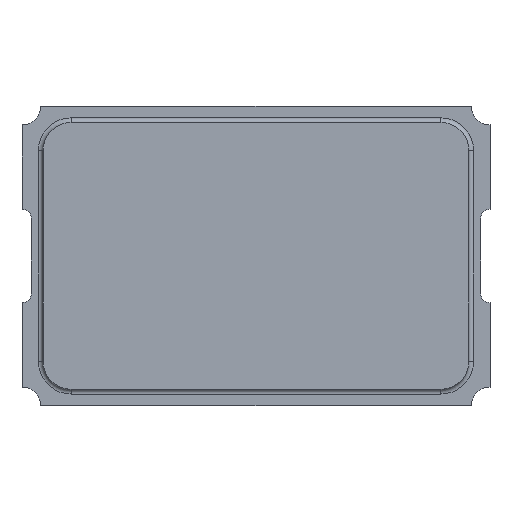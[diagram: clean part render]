
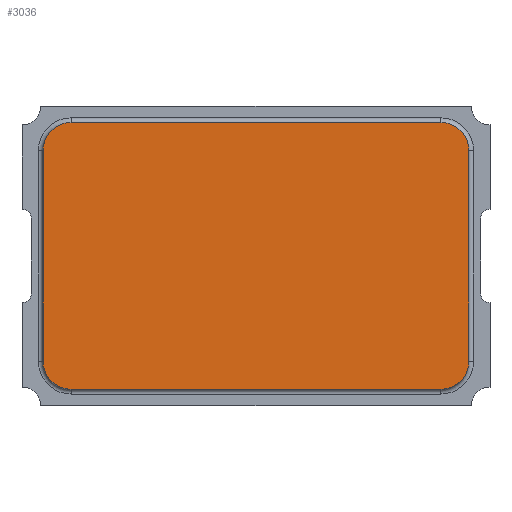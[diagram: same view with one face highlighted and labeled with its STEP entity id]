
A CAD part, top view. The second image highlights one B-rep face of the part: STEP entity #3036.
In plain terms, the highlighted planar face has unit normal (0, 0, 1).
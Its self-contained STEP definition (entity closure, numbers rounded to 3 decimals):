
#794 = CYLINDRICAL_SURFACE('',#795,0.3);
#795 = AXIS2_PLACEMENT_3D('',#796,#797,#798);
#796 = CARTESIAN_POINT('',(4.475,2.725,0.6));
#797 = DIRECTION('',(-0.,-0.,-1.));
#798 = DIRECTION('',(1.,0.,0.));
#845 = PLANE('',#846);
#846 = AXIS2_PLACEMENT_3D('',#847,#848,#849);
#847 = CARTESIAN_POINT('',(4.775,2.725,0.6));
#848 = DIRECTION('',(1.,0.,0.));
#849 = DIRECTION('',(0.,-1.,0.));
#879 = PLANE('',#880);
#880 = AXIS2_PLACEMENT_3D('',#881,#882,#883);
#881 = CARTESIAN_POINT('',(0.525,3.025,0.6));
#882 = DIRECTION('',(0.,1.,0.));
#883 = DIRECTION('',(1.,0.,0.));
#954 = CYLINDRICAL_SURFACE('',#955,0.3);
#955 = AXIS2_PLACEMENT_3D('',#956,#957,#958);
#956 = CARTESIAN_POINT('',(4.475,0.475,0.6));
#957 = DIRECTION('',(-0.,-0.,-1.));
#958 = DIRECTION('',(1.,0.,0.));
#1008 = CYLINDRICAL_SURFACE('',#1009,0.3);
#1009 = AXIS2_PLACEMENT_3D('',#1010,#1011,#1012);
#1010 = CARTESIAN_POINT('',(0.525,2.725,0.6));
#1011 = DIRECTION('',(-0.,-0.,-1.));
#1012 = DIRECTION('',(1.,0.,0.));
#1059 = PLANE('',#1060);
#1060 = AXIS2_PLACEMENT_3D('',#1061,#1062,#1063);
#1061 = CARTESIAN_POINT('',(4.475,0.175,0.6));
#1062 = DIRECTION('',(0.,-1.,0.));
#1063 = DIRECTION('',(-1.,0.,0.));
#1093 = PLANE('',#1094);
#1094 = AXIS2_PLACEMENT_3D('',#1095,#1096,#1097);
#1095 = CARTESIAN_POINT('',(0.225,0.475,0.6));
#1096 = DIRECTION('',(-1.,0.,0.));
#1097 = DIRECTION('',(0.,1.,0.));
#1147 = CYLINDRICAL_SURFACE('',#1148,0.3);
#1148 = AXIS2_PLACEMENT_3D('',#1149,#1150,#1151);
#1149 = CARTESIAN_POINT('',(0.525,0.475,0.6));
#1150 = DIRECTION('',(-0.,-0.,-1.));
#1151 = DIRECTION('',(1.,0.,0.));
#2174 = VERTEX_POINT('',#2175);
#2175 = CARTESIAN_POINT('',(4.775,2.725,1.11));
#2196 = EDGE_CURVE('',#2174,#2197,#2199,.T.);
#2197 = VERTEX_POINT('',#2198);
#2198 = CARTESIAN_POINT('',(4.475,3.025,1.11));
#2199 = SURFACE_CURVE('',#2200,(#2205,#2212),.PCURVE_S1.);
#2200 = CIRCLE('',#2201,0.3);
#2201 = AXIS2_PLACEMENT_3D('',#2202,#2203,#2204);
#2202 = CARTESIAN_POINT('',(4.475,2.725,1.11));
#2203 = DIRECTION('',(0.,0.,1.));
#2204 = DIRECTION('',(1.,0.,0.));
#2205 = PCURVE('',#794,#2206);
#2206 = DEFINITIONAL_REPRESENTATION('',(#2207),#2211);
#2207 = LINE('',#2208,#2209);
#2208 = CARTESIAN_POINT('',(-0.,-0.51));
#2209 = VECTOR('',#2210,1.);
#2210 = DIRECTION('',(-1.,0.));
#2211 = ( GEOMETRIC_REPRESENTATION_CONTEXT(2) 
PARAMETRIC_REPRESENTATION_CONTEXT() REPRESENTATION_CONTEXT('2D SPACE',''
  ) );
#2212 = PCURVE('',#2213,#2218);
#2213 = PLANE('',#2214);
#2214 = AXIS2_PLACEMENT_3D('',#2215,#2216,#2217);
#2215 = CARTESIAN_POINT('',(2.5,1.6,1.11));
#2216 = DIRECTION('',(0.,0.,1.));
#2217 = DIRECTION('',(0.,1.,0.));
#2218 = DEFINITIONAL_REPRESENTATION('',(#2219),#2223);
#2219 = CIRCLE('',#2220,0.3);
#2220 = AXIS2_PLACEMENT_2D('',#2221,#2222);
#2221 = CARTESIAN_POINT('',(1.125,-1.975));
#2222 = DIRECTION('',(0.,-1.));
#2223 = ( GEOMETRIC_REPRESENTATION_CONTEXT(2) 
PARAMETRIC_REPRESENTATION_CONTEXT() REPRESENTATION_CONTEXT('2D SPACE',''
  ) );
#2251 = EDGE_CURVE('',#2174,#2252,#2254,.T.);
#2252 = VERTEX_POINT('',#2253);
#2253 = CARTESIAN_POINT('',(4.775,0.475,1.11));
#2254 = SURFACE_CURVE('',#2255,(#2259,#2266),.PCURVE_S1.);
#2255 = LINE('',#2256,#2257);
#2256 = CARTESIAN_POINT('',(4.775,2.725,1.11));
#2257 = VECTOR('',#2258,1.);
#2258 = DIRECTION('',(0.,-1.,0.));
#2259 = PCURVE('',#845,#2260);
#2260 = DEFINITIONAL_REPRESENTATION('',(#2261),#2265);
#2261 = LINE('',#2262,#2263);
#2262 = CARTESIAN_POINT('',(0.,-0.51));
#2263 = VECTOR('',#2264,1.);
#2264 = DIRECTION('',(1.,0.));
#2265 = ( GEOMETRIC_REPRESENTATION_CONTEXT(2) 
PARAMETRIC_REPRESENTATION_CONTEXT() REPRESENTATION_CONTEXT('2D SPACE',''
  ) );
#2266 = PCURVE('',#2213,#2267);
#2267 = DEFINITIONAL_REPRESENTATION('',(#2268),#2272);
#2268 = LINE('',#2269,#2270);
#2269 = CARTESIAN_POINT('',(1.125,-2.275));
#2270 = VECTOR('',#2271,1.);
#2271 = DIRECTION('',(-1.,0.));
#2272 = ( GEOMETRIC_REPRESENTATION_CONTEXT(2) 
PARAMETRIC_REPRESENTATION_CONTEXT() REPRESENTATION_CONTEXT('2D SPACE',''
  ) );
#2300 = VERTEX_POINT('',#2301);
#2301 = CARTESIAN_POINT('',(0.525,3.025,1.11));
#2322 = EDGE_CURVE('',#2300,#2197,#2323,.T.);
#2323 = SURFACE_CURVE('',#2324,(#2328,#2335),.PCURVE_S1.);
#2324 = LINE('',#2325,#2326);
#2325 = CARTESIAN_POINT('',(0.525,3.025,1.11));
#2326 = VECTOR('',#2327,1.);
#2327 = DIRECTION('',(1.,0.,0.));
#2328 = PCURVE('',#879,#2329);
#2329 = DEFINITIONAL_REPRESENTATION('',(#2330),#2334);
#2330 = LINE('',#2331,#2332);
#2331 = CARTESIAN_POINT('',(0.,-0.51));
#2332 = VECTOR('',#2333,1.);
#2333 = DIRECTION('',(1.,0.));
#2334 = ( GEOMETRIC_REPRESENTATION_CONTEXT(2) 
PARAMETRIC_REPRESENTATION_CONTEXT() REPRESENTATION_CONTEXT('2D SPACE',''
  ) );
#2335 = PCURVE('',#2213,#2336);
#2336 = DEFINITIONAL_REPRESENTATION('',(#2337),#2341);
#2337 = LINE('',#2338,#2339);
#2338 = CARTESIAN_POINT('',(1.425,1.975));
#2339 = VECTOR('',#2340,1.);
#2340 = DIRECTION('',(0.,-1.));
#2341 = ( GEOMETRIC_REPRESENTATION_CONTEXT(2) 
PARAMETRIC_REPRESENTATION_CONTEXT() REPRESENTATION_CONTEXT('2D SPACE',''
  ) );
#2349 = VERTEX_POINT('',#2350);
#2350 = CARTESIAN_POINT('',(4.475,0.175,1.11));
#2371 = EDGE_CURVE('',#2349,#2252,#2372,.T.);
#2372 = SURFACE_CURVE('',#2373,(#2378,#2385),.PCURVE_S1.);
#2373 = CIRCLE('',#2374,0.3);
#2374 = AXIS2_PLACEMENT_3D('',#2375,#2376,#2377);
#2375 = CARTESIAN_POINT('',(4.475,0.475,1.11));
#2376 = DIRECTION('',(0.,0.,1.));
#2377 = DIRECTION('',(1.,0.,0.));
#2378 = PCURVE('',#954,#2379);
#2379 = DEFINITIONAL_REPRESENTATION('',(#2380),#2384);
#2380 = LINE('',#2381,#2382);
#2381 = CARTESIAN_POINT('',(-0.,-0.51));
#2382 = VECTOR('',#2383,1.);
#2383 = DIRECTION('',(-1.,0.));
#2384 = ( GEOMETRIC_REPRESENTATION_CONTEXT(2) 
PARAMETRIC_REPRESENTATION_CONTEXT() REPRESENTATION_CONTEXT('2D SPACE',''
  ) );
#2385 = PCURVE('',#2213,#2386);
#2386 = DEFINITIONAL_REPRESENTATION('',(#2387),#2391);
#2387 = CIRCLE('',#2388,0.3);
#2388 = AXIS2_PLACEMENT_2D('',#2389,#2390);
#2389 = CARTESIAN_POINT('',(-1.125,-1.975));
#2390 = DIRECTION('',(0.,-1.));
#2391 = ( GEOMETRIC_REPRESENTATION_CONTEXT(2) 
PARAMETRIC_REPRESENTATION_CONTEXT() REPRESENTATION_CONTEXT('2D SPACE',''
  ) );
#2399 = EDGE_CURVE('',#2300,#2400,#2402,.T.);
#2400 = VERTEX_POINT('',#2401);
#2401 = CARTESIAN_POINT('',(0.225,2.725,1.11));
#2402 = SURFACE_CURVE('',#2403,(#2408,#2415),.PCURVE_S1.);
#2403 = CIRCLE('',#2404,0.3);
#2404 = AXIS2_PLACEMENT_3D('',#2405,#2406,#2407);
#2405 = CARTESIAN_POINT('',(0.525,2.725,1.11));
#2406 = DIRECTION('',(0.,0.,1.));
#2407 = DIRECTION('',(1.,0.,0.));
#2408 = PCURVE('',#1008,#2409);
#2409 = DEFINITIONAL_REPRESENTATION('',(#2410),#2414);
#2410 = LINE('',#2411,#2412);
#2411 = CARTESIAN_POINT('',(-0.,-0.51));
#2412 = VECTOR('',#2413,1.);
#2413 = DIRECTION('',(-1.,0.));
#2414 = ( GEOMETRIC_REPRESENTATION_CONTEXT(2) 
PARAMETRIC_REPRESENTATION_CONTEXT() REPRESENTATION_CONTEXT('2D SPACE',''
  ) );
#2415 = PCURVE('',#2213,#2416);
#2416 = DEFINITIONAL_REPRESENTATION('',(#2417),#2421);
#2417 = CIRCLE('',#2418,0.3);
#2418 = AXIS2_PLACEMENT_2D('',#2419,#2420);
#2419 = CARTESIAN_POINT('',(1.125,1.975));
#2420 = DIRECTION('',(0.,-1.));
#2421 = ( GEOMETRIC_REPRESENTATION_CONTEXT(2) 
PARAMETRIC_REPRESENTATION_CONTEXT() REPRESENTATION_CONTEXT('2D SPACE',''
  ) );
#2449 = EDGE_CURVE('',#2349,#2450,#2452,.T.);
#2450 = VERTEX_POINT('',#2451);
#2451 = CARTESIAN_POINT('',(0.525,0.175,1.11));
#2452 = SURFACE_CURVE('',#2453,(#2457,#2464),.PCURVE_S1.);
#2453 = LINE('',#2454,#2455);
#2454 = CARTESIAN_POINT('',(4.475,0.175,1.11));
#2455 = VECTOR('',#2456,1.);
#2456 = DIRECTION('',(-1.,0.,0.));
#2457 = PCURVE('',#1059,#2458);
#2458 = DEFINITIONAL_REPRESENTATION('',(#2459),#2463);
#2459 = LINE('',#2460,#2461);
#2460 = CARTESIAN_POINT('',(0.,-0.51));
#2461 = VECTOR('',#2462,1.);
#2462 = DIRECTION('',(1.,0.));
#2463 = ( GEOMETRIC_REPRESENTATION_CONTEXT(2) 
PARAMETRIC_REPRESENTATION_CONTEXT() REPRESENTATION_CONTEXT('2D SPACE',''
  ) );
#2464 = PCURVE('',#2213,#2465);
#2465 = DEFINITIONAL_REPRESENTATION('',(#2466),#2470);
#2466 = LINE('',#2467,#2468);
#2467 = CARTESIAN_POINT('',(-1.425,-1.975));
#2468 = VECTOR('',#2469,1.);
#2469 = DIRECTION('',(0.,1.));
#2470 = ( GEOMETRIC_REPRESENTATION_CONTEXT(2) 
PARAMETRIC_REPRESENTATION_CONTEXT() REPRESENTATION_CONTEXT('2D SPACE',''
  ) );
#2498 = VERTEX_POINT('',#2499);
#2499 = CARTESIAN_POINT('',(0.225,0.475,1.11));
#2520 = EDGE_CURVE('',#2498,#2400,#2521,.T.);
#2521 = SURFACE_CURVE('',#2522,(#2526,#2533),.PCURVE_S1.);
#2522 = LINE('',#2523,#2524);
#2523 = CARTESIAN_POINT('',(0.225,0.475,1.11));
#2524 = VECTOR('',#2525,1.);
#2525 = DIRECTION('',(0.,1.,0.));
#2526 = PCURVE('',#1093,#2527);
#2527 = DEFINITIONAL_REPRESENTATION('',(#2528),#2532);
#2528 = LINE('',#2529,#2530);
#2529 = CARTESIAN_POINT('',(0.,-0.51));
#2530 = VECTOR('',#2531,1.);
#2531 = DIRECTION('',(1.,0.));
#2532 = ( GEOMETRIC_REPRESENTATION_CONTEXT(2) 
PARAMETRIC_REPRESENTATION_CONTEXT() REPRESENTATION_CONTEXT('2D SPACE',''
  ) );
#2533 = PCURVE('',#2213,#2534);
#2534 = DEFINITIONAL_REPRESENTATION('',(#2535),#2539);
#2535 = LINE('',#2536,#2537);
#2536 = CARTESIAN_POINT('',(-1.125,2.275));
#2537 = VECTOR('',#2538,1.);
#2538 = DIRECTION('',(1.,0.));
#2539 = ( GEOMETRIC_REPRESENTATION_CONTEXT(2) 
PARAMETRIC_REPRESENTATION_CONTEXT() REPRESENTATION_CONTEXT('2D SPACE',''
  ) );
#2547 = EDGE_CURVE('',#2498,#2450,#2548,.T.);
#2548 = SURFACE_CURVE('',#2549,(#2554,#2561),.PCURVE_S1.);
#2549 = CIRCLE('',#2550,0.3);
#2550 = AXIS2_PLACEMENT_3D('',#2551,#2552,#2553);
#2551 = CARTESIAN_POINT('',(0.525,0.475,1.11));
#2552 = DIRECTION('',(0.,0.,1.));
#2553 = DIRECTION('',(1.,0.,0.));
#2554 = PCURVE('',#1147,#2555);
#2555 = DEFINITIONAL_REPRESENTATION('',(#2556),#2560);
#2556 = LINE('',#2557,#2558);
#2557 = CARTESIAN_POINT('',(-0.,-0.51));
#2558 = VECTOR('',#2559,1.);
#2559 = DIRECTION('',(-1.,0.));
#2560 = ( GEOMETRIC_REPRESENTATION_CONTEXT(2) 
PARAMETRIC_REPRESENTATION_CONTEXT() REPRESENTATION_CONTEXT('2D SPACE',''
  ) );
#2561 = PCURVE('',#2213,#2562);
#2562 = DEFINITIONAL_REPRESENTATION('',(#2563),#2567);
#2563 = CIRCLE('',#2564,0.3);
#2564 = AXIS2_PLACEMENT_2D('',#2565,#2566);
#2565 = CARTESIAN_POINT('',(-1.125,1.975));
#2566 = DIRECTION('',(0.,-1.));
#2567 = ( GEOMETRIC_REPRESENTATION_CONTEXT(2) 
PARAMETRIC_REPRESENTATION_CONTEXT() REPRESENTATION_CONTEXT('2D SPACE',''
  ) );
#3036 = ADVANCED_FACE('',(#3037),#2213,.T.);
#3037 = FACE_BOUND('',#3038,.T.);
#3038 = EDGE_LOOP('',(#3039,#3040,#3041,#3042,#3043,#3044,#3045,#3046));
#3039 = ORIENTED_EDGE('',*,*,#2399,.T.);
#3040 = ORIENTED_EDGE('',*,*,#2520,.F.);
#3041 = ORIENTED_EDGE('',*,*,#2547,.T.);
#3042 = ORIENTED_EDGE('',*,*,#2449,.F.);
#3043 = ORIENTED_EDGE('',*,*,#2371,.T.);
#3044 = ORIENTED_EDGE('',*,*,#2251,.F.);
#3045 = ORIENTED_EDGE('',*,*,#2196,.T.);
#3046 = ORIENTED_EDGE('',*,*,#2322,.F.);
